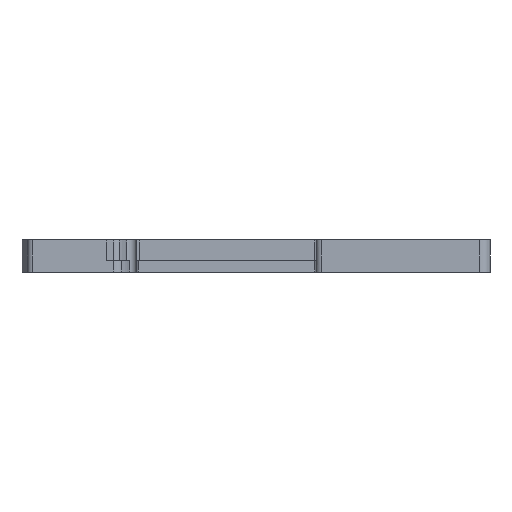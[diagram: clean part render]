
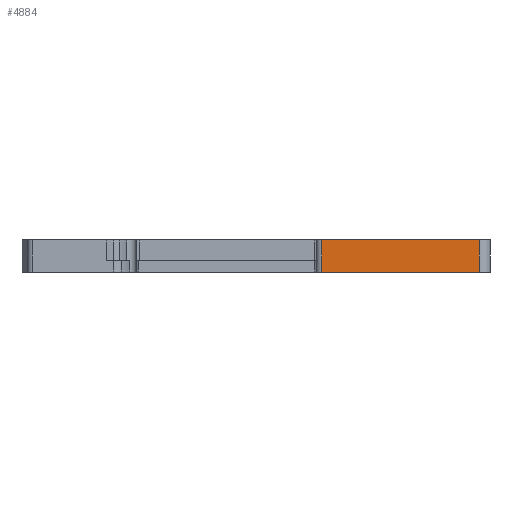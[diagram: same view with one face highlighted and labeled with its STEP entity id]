
A CAD part, front view. The second image highlights one B-rep face of the part: STEP entity #4884.
In plain terms, the highlighted planar face has unit normal (0, -1, 0).
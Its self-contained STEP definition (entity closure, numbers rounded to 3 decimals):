
#106 = LINE ( 'NONE', #7720, #4931 ) ;
#1338 = DIRECTION ( 'NONE',  ( 0., 0., -1. ) ) ;
#1378 = CARTESIAN_POINT ( 'NONE',  ( 47.257, -5., 6. ) ) ;
#1751 = VECTOR ( 'NONE', #1338, 1000. ) ;
#1828 = VECTOR ( 'NONE', #4025, 1000. ) ;
#2062 = EDGE_CURVE ( 'NONE', #9278, #6844, #6959, .T. ) ;
#2094 = CARTESIAN_POINT ( 'NONE',  ( 47.257, -5., 0. ) ) ;
#2382 = VECTOR ( 'NONE', #3621, 1000. ) ;
#2621 = CARTESIAN_POINT ( 'NONE',  ( 17.757, -5., 6. ) ) ;
#2898 = CARTESIAN_POINT ( 'NONE',  ( 47.257, -5., 6. ) ) ;
#3204 = EDGE_LOOP ( 'NONE', ( #6391, #5958, #4462, #11005 ) ) ;
#3621 = DIRECTION ( 'NONE',  ( 0., 0., -1. ) ) ;
#3662 = CARTESIAN_POINT ( 'NONE',  ( 17.757, -5., 6. ) ) ;
#3715 = VERTEX_POINT ( 'NONE', #2898 ) ;
#4025 = DIRECTION ( 'NONE',  ( 1., 0., 0. ) ) ;
#4032 = CARTESIAN_POINT ( 'NONE',  ( 47.257, -5., 0. ) ) ;
#4075 = LINE ( 'NONE', #4032, #1828 ) ;
#4322 = EDGE_CURVE ( 'NONE', #9278, #3715, #106, .T. ) ;
#4462 = ORIENTED_EDGE ( 'NONE', *, *, #4322, .F. ) ;
#4469 = AXIS2_PLACEMENT_3D ( 'NONE', #10865, #10820, #10805 ) ;
#4884 = ADVANCED_FACE ( 'NONE', ( #10048 ), #10959, .F. ) ;
#4931 = VECTOR ( 'NONE', #7665, 1000. ) ;
#5958 = ORIENTED_EDGE ( 'NONE', *, *, #10255, .F. ) ;
#6070 = EDGE_CURVE ( 'NONE', #6844, #9341, #4075, .T. ) ;
#6391 = ORIENTED_EDGE ( 'NONE', *, *, #6070, .T. ) ;
#6844 = VERTEX_POINT ( 'NONE', #10815 ) ;
#6959 = LINE ( 'NONE', #3662, #2382 ) ;
#7665 = DIRECTION ( 'NONE',  ( 1., 0., 0. ) ) ;
#7720 = CARTESIAN_POINT ( 'NONE',  ( 47.257, -5., 6. ) ) ;
#9278 = VERTEX_POINT ( 'NONE', #2621 ) ;
#9341 = VERTEX_POINT ( 'NONE', #2094 ) ;
#10048 = FACE_OUTER_BOUND ( 'NONE', #3204, .T. ) ;
#10255 = EDGE_CURVE ( 'NONE', #3715, #9341, #10768, .T. ) ;
#10768 = LINE ( 'NONE', #1378, #1751 ) ;
#10805 = DIRECTION ( 'NONE',  ( -1., 0., 0. ) ) ;
#10815 = CARTESIAN_POINT ( 'NONE',  ( 17.757, -5., 0. ) ) ;
#10820 = DIRECTION ( 'NONE',  ( 0., 1., 0. ) ) ;
#10865 = CARTESIAN_POINT ( 'NONE',  ( 47.257, -5., 6. ) ) ;
#10959 = PLANE ( 'NONE',  #4469 ) ;
#11005 = ORIENTED_EDGE ( 'NONE', *, *, #2062, .T. ) ;
